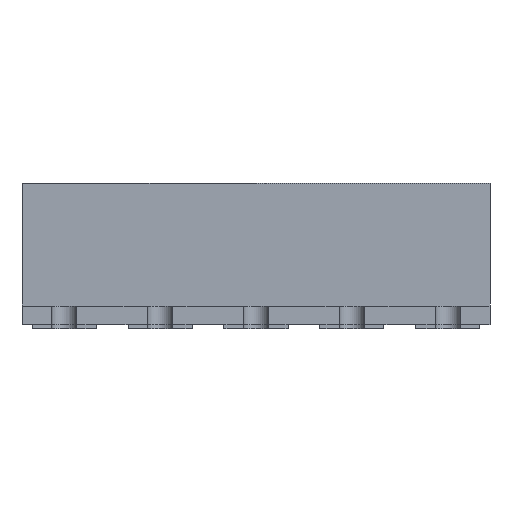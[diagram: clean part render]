
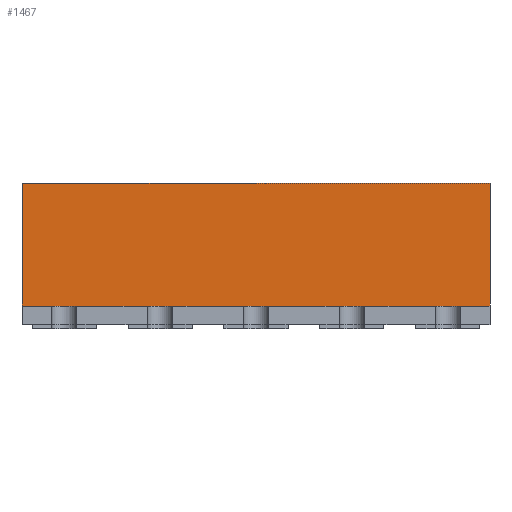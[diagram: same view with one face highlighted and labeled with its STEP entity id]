
A CAD part, front view. The second image highlights one B-rep face of the part: STEP entity #1467.
In plain terms, the highlighted planar face has unit normal (0, -1, 0).
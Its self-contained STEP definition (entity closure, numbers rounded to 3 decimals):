
#1467 = ADVANCED_FACE( '', ( #2807 ), #2808, .F. );
#2807 = FACE_OUTER_BOUND( '', #4165, .T. );
#2808 = PLANE( '', #4166 );
#4165 = EDGE_LOOP( '', ( #7855, #7856, #7857, #7858 ) );
#4166 = AXIS2_PLACEMENT_3D( '', #7859, #7860, #7861 );
#7855 = ORIENTED_EDGE( '', *, *, #9803, .T. );
#7856 = ORIENTED_EDGE( '', *, *, #9401, .F. );
#7857 = ORIENTED_EDGE( '', *, *, #10045, .F. );
#7858 = ORIENTED_EDGE( '', *, *, #9556, .T. );
#7859 = CARTESIAN_POINT( '', ( -6.2, -8.5, 3.75 ) );
#7860 = DIRECTION( '', ( 0., 1., 0. ) );
#7861 = DIRECTION( '', ( 0., 0., 1. ) );
#9401 = EDGE_CURVE( '', #11388, #11386, #11390, .T. );
#9556 = EDGE_CURVE( '', #11623, #11621, #11624, .T. );
#9803 = EDGE_CURVE( '', #11621, #11386, #11970, .T. );
#10045 = EDGE_CURVE( '', #11623, #11388, #12262, .T. );
#11386 = VERTEX_POINT( '', #14802 );
#11388 = VERTEX_POINT( '', #14805 );
#11390 = LINE( '', #14808, #14809 );
#11621 = VERTEX_POINT( '', #15271 );
#11623 = VERTEX_POINT( '', #15274 );
#11624 = LINE( '', #15275, #15276 );
#11970 = LINE( '', #15931, #15932 );
#12262 = LINE( '', #16425, #16426 );
#14802 = CARTESIAN_POINT( '', ( 6.2, -8.5, 0.5 ) );
#14805 = CARTESIAN_POINT( '', ( 6.2, -8.5, 3.75 ) );
#14808 = CARTESIAN_POINT( '', ( 6.2, -8.5, 3.75 ) );
#14809 = VECTOR( '', #17135, 1000. );
#15271 = CARTESIAN_POINT( '', ( -6.2, -8.5, 0.5 ) );
#15274 = CARTESIAN_POINT( '', ( -6.2, -8.5, 3.75 ) );
#15275 = CARTESIAN_POINT( '', ( -6.2, -8.5, 3.75 ) );
#15276 = VECTOR( '', #17236, 1000. );
#15931 = CARTESIAN_POINT( '', ( -6.2, -8.5, 0.5 ) );
#15932 = VECTOR( '', #17411, 1000. );
#16425 = CARTESIAN_POINT( '', ( -6.2, -8.5, 3.75 ) );
#16426 = VECTOR( '', #17566, 1000. );
#17135 = DIRECTION( '', ( 0., 0., -1. ) );
#17236 = DIRECTION( '', ( 0., 0., -1. ) );
#17411 = DIRECTION( '', ( 1., 0., 0. ) );
#17566 = DIRECTION( '', ( 1., 0., 0. ) );
